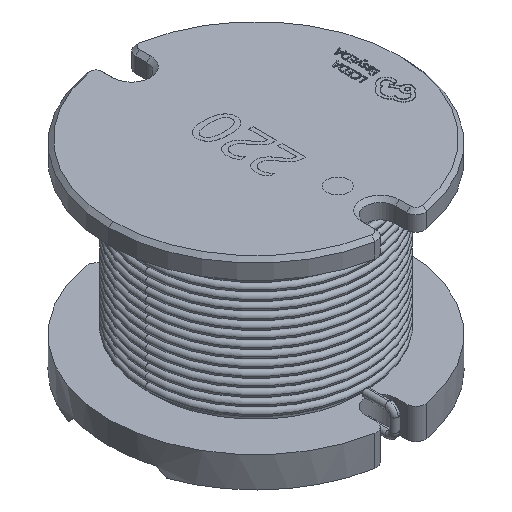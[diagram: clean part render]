
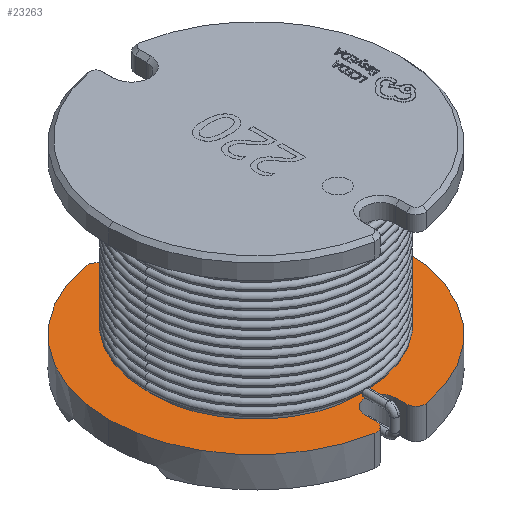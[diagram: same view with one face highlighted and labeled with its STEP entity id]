
A CAD part, isometric view. The second image highlights one B-rep face of the part: STEP entity #23263.
In plain terms, the highlighted planar face has unit normal (0, 0, 1).
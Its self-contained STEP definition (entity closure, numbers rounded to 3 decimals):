
#74 = ORIENTED_EDGE ( 'NONE', *, *, #10330, .T. ) ;
#179 = LINE ( 'NONE', #13327, #14137 ) ;
#204 = CARTESIAN_POINT ( 'NONE',  ( 0., 0., 0.8 ) ) ;
#310 = DIRECTION ( 'NONE',  ( 0., 0., 1. ) ) ;
#615 = CARTESIAN_POINT ( 'NONE',  ( 0.4, 3.592, 0.8 ) ) ;
#699 = EDGE_CURVE ( 'NONE', #20483, #8783, #17975, .T. ) ;
#1042 = CARTESIAN_POINT ( 'NONE',  ( 0., 0., 0.8 ) ) ;
#1177 = CARTESIAN_POINT ( 'NONE',  ( 0.65, 3.592, 0.8 ) ) ;
#1278 = VERTEX_POINT ( 'NONE', #3284 ) ;
#1359 = CARTESIAN_POINT ( 'NONE',  ( -0.65, -3.592, 0.8 ) ) ;
#1591 = EDGE_CURVE ( 'NONE', #19052, #20483, #16395, .T. ) ;
#1793 = VERTEX_POINT ( 'NONE', #4990 ) ;
#2026 = EDGE_CURVE ( 'NONE', #18419, #6127, #7351, .T. ) ;
#2193 = DIRECTION ( 'NONE',  ( 1., 0., 0. ) ) ;
#2247 = DIRECTION ( 'NONE',  ( 1., 0., 0. ) ) ;
#2582 = AXIS2_PLACEMENT_3D ( 'NONE', #11401, #9941, #5786 ) ;
#2884 = CARTESIAN_POINT ( 'NONE',  ( -0.4, -3.592, 0.8 ) ) ;
#3284 = CARTESIAN_POINT ( 'NONE',  ( 0.4, -3.3, 0.8 ) ) ;
#3307 = EDGE_CURVE ( 'NONE', #17184, #3489, #20776, .T. ) ;
#3385 = CIRCLE ( 'NONE', #17039, 0.25 ) ;
#3489 = VERTEX_POINT ( 'NONE', #7310 ) ;
#3950 = DIRECTION ( 'NONE',  ( 1., 0., 0. ) ) ;
#4076 = DIRECTION ( 'NONE',  ( 0., 0., 1. ) ) ;
#4665 = ORIENTED_EDGE ( 'NONE', *, *, #1591, .F. ) ;
#4687 = DIRECTION ( 'NONE',  ( 0., 0., 1. ) ) ;
#4735 = CARTESIAN_POINT ( 'NONE',  ( 0., 0., 0.8 ) ) ;
#4974 = AXIS2_PLACEMENT_3D ( 'NONE', #17021, #310, #9674 ) ;
#4990 = CARTESIAN_POINT ( 'NONE',  ( 0.695, 3.838, 0.8 ) ) ;
#5228 = DIRECTION ( 'NONE',  ( 1., 0., 0. ) ) ;
#5513 = DIRECTION ( 'NONE',  ( 0., -1., 0. ) ) ;
#5626 = LINE ( 'NONE', #20394, #9470 ) ;
#5724 = EDGE_LOOP ( 'NONE', ( #23457, #12165 ) ) ;
#5727 = CARTESIAN_POINT ( 'NONE',  ( 0.4, -3.592, 0.8 ) ) ;
#5786 = DIRECTION ( 'NONE',  ( 1., 0., 0. ) ) ;
#5945 = AXIS2_PLACEMENT_3D ( 'NONE', #20777, #4076, #2247 ) ;
#6127 = VERTEX_POINT ( 'NONE', #20435 ) ;
#6248 = AXIS2_PLACEMENT_3D ( 'NONE', #16948, #19007, #2193 ) ;
#6889 = VERTEX_POINT ( 'NONE', #16425 ) ;
#6974 = CARTESIAN_POINT ( 'NONE',  ( -0.4, 4.5, 0.8 ) ) ;
#7225 = DIRECTION ( 'NONE',  ( 0., -1., 0. ) ) ;
#7265 = CIRCLE ( 'NONE', #12761, 3.9 ) ;
#7310 = CARTESIAN_POINT ( 'NONE',  ( -3.9, 0., 0.8 ) ) ;
#7351 = CIRCLE ( 'NONE', #10507, 2.75 ) ;
#7537 = VECTOR ( 'NONE', #13796, 1000. ) ;
#7848 = CARTESIAN_POINT ( 'NONE',  ( -0.4, 3.3, 0.8 ) ) ;
#7915 = ORIENTED_EDGE ( 'NONE', *, *, #16228, .F. ) ;
#8506 = EDGE_CURVE ( 'NONE', #10212, #14646, #21591, .T. ) ;
#8757 = DIRECTION ( 'NONE',  ( 0., 0., 1. ) ) ;
#8783 = VERTEX_POINT ( 'NONE', #17149 ) ;
#9294 = DIRECTION ( 'NONE',  ( 0., 0., 1. ) ) ;
#9470 = VECTOR ( 'NONE', #5513, 1000. ) ;
#9542 = ORIENTED_EDGE ( 'NONE', *, *, #22070, .T. ) ;
#9651 = CIRCLE ( 'NONE', #4974, 0.25 ) ;
#9674 = DIRECTION ( 'NONE',  ( 1., 0., 0. ) ) ;
#9941 = DIRECTION ( 'NONE',  ( 0., 0., 1. ) ) ;
#10212 = VERTEX_POINT ( 'NONE', #18121 ) ;
#10330 = EDGE_CURVE ( 'NONE', #19052, #17184, #9651, .T. ) ;
#10436 = ORIENTED_EDGE ( 'NONE', *, *, #8506, .T. ) ;
#10507 = AXIS2_PLACEMENT_3D ( 'NONE', #4735, #19488, #19367 ) ;
#11032 = VERTEX_POINT ( 'NONE', #615 ) ;
#11121 = AXIS2_PLACEMENT_3D ( 'NONE', #20277, #24025, #14867 ) ;
#11345 = ORIENTED_EDGE ( 'NONE', *, *, #14920, .T. ) ;
#11401 = CARTESIAN_POINT ( 'NONE',  ( 0.65, -3.592, 0.8 ) ) ;
#11660 = ORIENTED_EDGE ( 'NONE', *, *, #16082, .F. ) ;
#11940 = EDGE_CURVE ( 'NONE', #21916, #1793, #7265, .T. ) ;
#11979 = CARTESIAN_POINT ( 'NONE',  ( 0.4, 4.5, 0.8 ) ) ;
#12044 = AXIS2_PLACEMENT_3D ( 'NONE', #20413, #9294, #3950 ) ;
#12165 = ORIENTED_EDGE ( 'NONE', *, *, #2026, .F. ) ;
#12271 = CARTESIAN_POINT ( 'NONE',  ( 0.695, -3.838, 0.8 ) ) ;
#12736 = FACE_OUTER_BOUND ( 'NONE', #23326, .T. ) ;
#12761 = AXIS2_PLACEMENT_3D ( 'NONE', #1042, #4687, #22946 ) ;
#12823 = AXIS2_PLACEMENT_3D ( 'NONE', #23767, #14622, #18422 ) ;
#13121 = DIRECTION ( 'NONE',  ( 0., 0., 1. ) ) ;
#13239 = ORIENTED_EDGE ( 'NONE', *, *, #3307, .T. ) ;
#13327 = CARTESIAN_POINT ( 'NONE',  ( 0.4, -4.5, 0.8 ) ) ;
#13796 = DIRECTION ( 'NONE',  ( 0., 1., 0. ) ) ;
#14068 = DIRECTION ( 'NONE',  ( 0., 0., 1. ) ) ;
#14137 = VECTOR ( 'NONE', #20772, 1000. ) ;
#14295 = VERTEX_POINT ( 'NONE', #5727 ) ;
#14622 = DIRECTION ( 'NONE',  ( 0., 0., 1. ) ) ;
#14646 = VERTEX_POINT ( 'NONE', #2884 ) ;
#14652 = FACE_BOUND ( 'NONE', #5724, .T. ) ;
#14867 = DIRECTION ( 'NONE',  ( 1., 0., 0. ) ) ;
#14920 = EDGE_CURVE ( 'NONE', #1793, #11032, #3385, .T. ) ;
#15391 = ORIENTED_EDGE ( 'NONE', *, *, #17368, .F. ) ;
#15577 = EDGE_CURVE ( 'NONE', #14295, #21916, #20528, .T. ) ;
#15635 = AXIS2_PLACEMENT_3D ( 'NONE', #204, #13121, #20561 ) ;
#16082 = EDGE_CURVE ( 'NONE', #14295, #1278, #179, .T. ) ;
#16228 = EDGE_CURVE ( 'NONE', #8783, #11032, #17738, .T. ) ;
#16395 = LINE ( 'NONE', #6974, #20071 ) ;
#16425 = CARTESIAN_POINT ( 'NONE',  ( -0.4, -3.3, 0.8 ) ) ;
#16780 = ORIENTED_EDGE ( 'NONE', *, *, #699, .F. ) ;
#16948 = CARTESIAN_POINT ( 'NONE',  ( 0., 3.3, 0.8 ) ) ;
#17021 = CARTESIAN_POINT ( 'NONE',  ( -0.65, 3.592, 0.8 ) ) ;
#17039 = AXIS2_PLACEMENT_3D ( 'NONE', #1177, #14068, #17871 ) ;
#17149 = CARTESIAN_POINT ( 'NONE',  ( 0.4, 3.3, 0.8 ) ) ;
#17184 = VERTEX_POINT ( 'NONE', #20778 ) ;
#17368 = EDGE_CURVE ( 'NONE', #1278, #6889, #23555, .T. ) ;
#17738 = LINE ( 'NONE', #11979, #7537 ) ;
#17787 = ORIENTED_EDGE ( 'NONE', *, *, #11940, .T. ) ;
#17871 = DIRECTION ( 'NONE',  ( 1., 0., 0. ) ) ;
#17975 = CIRCLE ( 'NONE', #6248, 0.4 ) ;
#18018 = EDGE_CURVE ( 'NONE', #6889, #14646, #5626, .T. ) ;
#18121 = CARTESIAN_POINT ( 'NONE',  ( -0.695, -3.838, 0.8 ) ) ;
#18336 = ORIENTED_EDGE ( 'NONE', *, *, #15577, .T. ) ;
#18419 = VERTEX_POINT ( 'NONE', #20103 ) ;
#18422 = DIRECTION ( 'NONE',  ( 1., 0., 0. ) ) ;
#18448 = ORIENTED_EDGE ( 'NONE', *, *, #18018, .F. ) ;
#19007 = DIRECTION ( 'NONE',  ( 0., 0., 1. ) ) ;
#19052 = VERTEX_POINT ( 'NONE', #20050 ) ;
#19367 = DIRECTION ( 'NONE',  ( 1., 0., 0. ) ) ;
#19388 = EDGE_CURVE ( 'NONE', #6127, #18419, #22156, .T. ) ;
#19488 = DIRECTION ( 'NONE',  ( 0., 0., 1. ) ) ;
#20050 = CARTESIAN_POINT ( 'NONE',  ( -0.4, 3.592, 0.8 ) ) ;
#20071 = VECTOR ( 'NONE', #7225, 1000. ) ;
#20103 = CARTESIAN_POINT ( 'NONE',  ( 2.75, 0., 0.8 ) ) ;
#20277 = CARTESIAN_POINT ( 'NONE',  ( 0., -3.3, 0.8 ) ) ;
#20293 = PLANE ( 'NONE',  #12044 ) ;
#20311 = CIRCLE ( 'NONE', #15635, 3.9 ) ;
#20394 = CARTESIAN_POINT ( 'NONE',  ( -0.4, -4.5, 0.8 ) ) ;
#20413 = CARTESIAN_POINT ( 'NONE',  ( 0., 0., 0.8 ) ) ;
#20435 = CARTESIAN_POINT ( 'NONE',  ( -2.75, 0., 0.8 ) ) ;
#20483 = VERTEX_POINT ( 'NONE', #7848 ) ;
#20528 = CIRCLE ( 'NONE', #2582, 0.25 ) ;
#20561 = DIRECTION ( 'NONE',  ( 1., 0., 0. ) ) ;
#20772 = DIRECTION ( 'NONE',  ( 0., 1., 0. ) ) ;
#20776 = CIRCLE ( 'NONE', #5945, 3.9 ) ;
#20777 = CARTESIAN_POINT ( 'NONE',  ( 0., 0., 0.8 ) ) ;
#20778 = CARTESIAN_POINT ( 'NONE',  ( -0.695, 3.838, 0.8 ) ) ;
#21591 = CIRCLE ( 'NONE', #23130, 0.25 ) ;
#21916 = VERTEX_POINT ( 'NONE', #12271 ) ;
#22070 = EDGE_CURVE ( 'NONE', #3489, #10212, #20311, .T. ) ;
#22156 = CIRCLE ( 'NONE', #12823, 2.75 ) ;
#22946 = DIRECTION ( 'NONE',  ( 1., 0., 0. ) ) ;
#23130 = AXIS2_PLACEMENT_3D ( 'NONE', #1359, #8757, #5228 ) ;
#23263 = ADVANCED_FACE ( 'NONE', ( #14652, #12736 ), #20293, .T. ) ;
#23326 = EDGE_LOOP ( 'NONE', ( #11660, #18336, #17787, #11345, #7915, #16780, #4665, #74, #13239, #9542, #10436, #18448, #15391 ) ) ;
#23457 = ORIENTED_EDGE ( 'NONE', *, *, #19388, .F. ) ;
#23555 = CIRCLE ( 'NONE', #11121, 0.4 ) ;
#23767 = CARTESIAN_POINT ( 'NONE',  ( 0., 0., 0.8 ) ) ;
#24025 = DIRECTION ( 'NONE',  ( 0., 0., 1. ) ) ;
